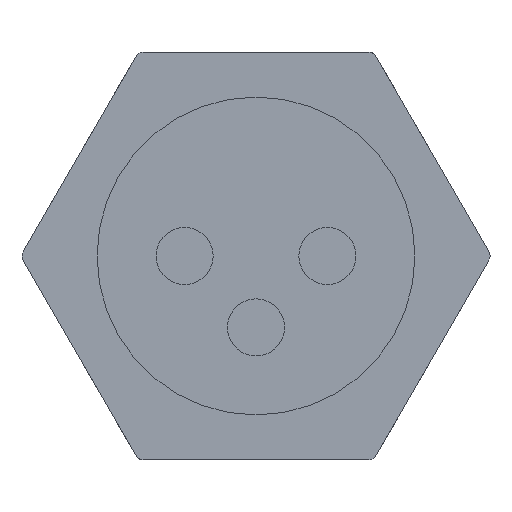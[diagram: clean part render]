
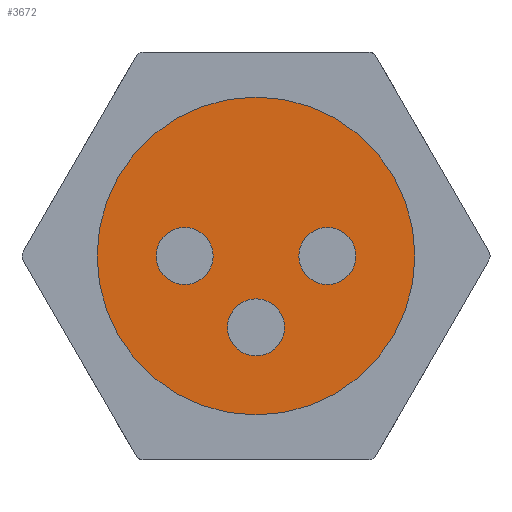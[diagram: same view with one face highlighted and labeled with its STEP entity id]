
A CAD part, front view. The second image highlights one B-rep face of the part: STEP entity #3672.
In plain terms, the highlighted planar face has unit normal (0, -1, 0).
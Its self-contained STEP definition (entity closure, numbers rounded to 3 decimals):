
#30=CARTESIAN_POINT('',(-1.75,-7.7,0.));
#31=DIRECTION('',(0.,-1.,0.));
#32=DIRECTION('',(-1.,0.,0.));
#33=AXIS2_PLACEMENT_3D('',#30,#31,#32);
#35=CARTESIAN_POINT('',(-1.75,-7.7,0.));
#36=DIRECTION('',(0.,-1.,0.));
#37=DIRECTION('',(1.,0.,0.));
#38=AXIS2_PLACEMENT_3D('',#35,#36,#37);
#40=CARTESIAN_POINT('',(1.75,-7.7,0.));
#41=DIRECTION('',(0.,-1.,0.));
#42=DIRECTION('',(-1.,0.,0.));
#43=AXIS2_PLACEMENT_3D('',#40,#41,#42);
#45=CARTESIAN_POINT('',(1.75,-7.7,0.));
#46=DIRECTION('',(0.,-1.,0.));
#47=DIRECTION('',(1.,0.,0.));
#48=AXIS2_PLACEMENT_3D('',#45,#46,#47);
#50=CARTESIAN_POINT('',(0.,-7.7,-1.75));
#51=DIRECTION('',(0.,-1.,0.));
#52=DIRECTION('',(-1.,0.,0.));
#53=AXIS2_PLACEMENT_3D('',#50,#51,#52);
#55=CARTESIAN_POINT('',(0.,-7.7,-1.75));
#56=DIRECTION('',(0.,-1.,0.));
#57=DIRECTION('',(1.,0.,0.));
#58=AXIS2_PLACEMENT_3D('',#55,#56,#57);
#69=CARTESIAN_POINT('',(0.,-7.7,0.));
#70=DIRECTION('',(0.,-1.,0.));
#71=DIRECTION('',(1.,0.,0.));
#72=AXIS2_PLACEMENT_3D('',#69,#70,#71);
#3171=CARTESIAN_POINT('',(0.,-7.7,0.));
#3172=DIRECTION('',(0.,1.,0.));
#3173=DIRECTION('',(1.,0.,0.));
#3174=AXIS2_PLACEMENT_3D('',#3171,#3172,#3173);
#3370=CARTESIAN_POINT('',(3.9,-7.7,0.));
#3371=CARTESIAN_POINT('',(-3.9,-7.7,0.));
#3372=VERTEX_POINT('',#3370);
#3373=VERTEX_POINT('',#3371);
#3551=CARTESIAN_POINT('',(-2.45,-7.7,0.));
#3552=CARTESIAN_POINT('',(-1.05,-7.7,0.));
#3553=VERTEX_POINT('',#3551);
#3554=VERTEX_POINT('',#3552);
#3573=CARTESIAN_POINT('',(1.05,-7.7,0.));
#3574=CARTESIAN_POINT('',(2.45,-7.7,0.));
#3575=VERTEX_POINT('',#3573);
#3576=VERTEX_POINT('',#3574);
#3595=CARTESIAN_POINT('',(-0.7,-7.7,-1.75));
#3596=CARTESIAN_POINT('',(0.7,-7.7,-1.75));
#3597=VERTEX_POINT('',#3595);
#3598=VERTEX_POINT('',#3596);
#3644=CARTESIAN_POINT('',(0.,-7.7,0.));
#3645=DIRECTION('',(0.,1.,0.));
#3646=DIRECTION('',(1.,0.,0.));
#3647=AXIS2_PLACEMENT_3D('',#3644,#3645,#3646);
#3648=PLANE('',#3647);
#3650=ORIENTED_EDGE('',*,*,#3649,.F.);
#3652=ORIENTED_EDGE('',*,*,#3651,.T.);
#3653=EDGE_LOOP('',(#3650,#3652));
#3654=FACE_OUTER_BOUND('',#3653,.F.);
#3656=ORIENTED_EDGE('',*,*,#3655,.T.);
#3658=ORIENTED_EDGE('',*,*,#3657,.T.);
#3659=EDGE_LOOP('',(#3656,#3658));
#3660=FACE_BOUND('',#3659,.F.);
#3661=ORIENTED_EDGE('',*,*,#3627,.T.);
#3663=ORIENTED_EDGE('',*,*,#3662,.T.);
#3664=EDGE_LOOP('',(#3661,#3663));
#3665=FACE_BOUND('',#3664,.F.);
#3667=ORIENTED_EDGE('',*,*,#3666,.T.);
#3669=ORIENTED_EDGE('',*,*,#3668,.T.);
#3670=EDGE_LOOP('',(#3667,#3669));
#3671=FACE_BOUND('',#3670,.F.);
#34=CIRCLE('',#33,0.7);
#39=CIRCLE('',#38,0.7);
#44=CIRCLE('',#43,0.7);
#49=CIRCLE('',#48,0.7);
#54=CIRCLE('',#53,0.7);
#59=CIRCLE('',#58,0.7);
#73=CIRCLE('',#72,3.9);
#3175=CIRCLE('',#3174,3.9);
#3627=EDGE_CURVE('',#3575,#3576,#44,.T.);
#3649=EDGE_CURVE('',#3372,#3373,#73,.T.);
#3651=EDGE_CURVE('',#3372,#3373,#3175,.T.);
#3655=EDGE_CURVE('',#3553,#3554,#34,.T.);
#3657=EDGE_CURVE('',#3554,#3553,#39,.T.);
#3662=EDGE_CURVE('',#3576,#3575,#49,.T.);
#3666=EDGE_CURVE('',#3597,#3598,#54,.T.);
#3668=EDGE_CURVE('',#3598,#3597,#59,.T.);
#3672=ADVANCED_FACE('',(#3654,#3660,#3665,#3671),#3648,.F.);
